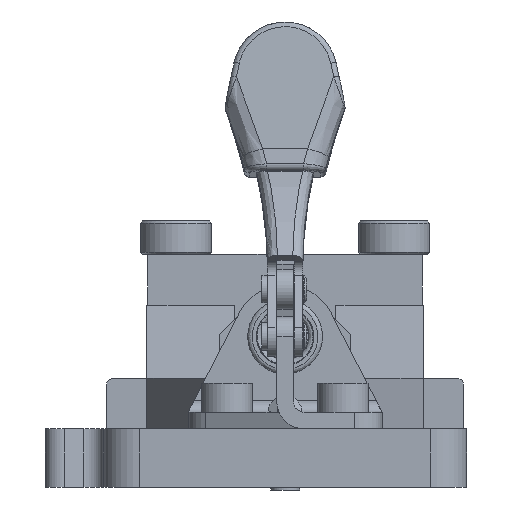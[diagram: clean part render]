
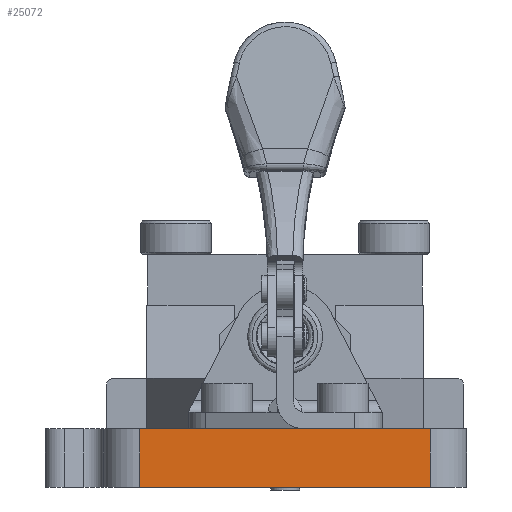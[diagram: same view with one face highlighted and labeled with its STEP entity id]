
A CAD part, left-side view. The second image highlights one B-rep face of the part: STEP entity #25072.
In plain terms, the highlighted planar face has unit normal (-1, 0, 0).
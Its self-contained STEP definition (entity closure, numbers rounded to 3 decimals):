
#3488 = CARTESIAN_POINT ( 'NONE',  ( -149.582, -22.606, 1.818 ) ) ;
#7535 = PLANE ( 'NONE',  #108879 ) ;
#13040 = CARTESIAN_POINT ( 'NONE',  ( -149.582, 17.394, 9.818 ) ) ;
#19846 = FACE_OUTER_BOUND ( 'NONE', #51064, .T. ) ;
#25072 = ADVANCED_FACE ( 'NONE', ( #19846 ), #7535, .F. ) ;
#29071 = VECTOR ( 'NONE', #125464, 1000. ) ;
#30421 = DIRECTION ( 'NONE',  ( 0., -1., 0. ) ) ;
#35196 = VERTEX_POINT ( 'NONE', #120482 ) ;
#44974 = CARTESIAN_POINT ( 'NONE',  ( -149.582, -22.606, 9.818 ) ) ;
#45271 = DIRECTION ( 'NONE',  ( 0., 0., -1. ) ) ;
#47650 = DIRECTION ( 'NONE',  ( 0., 0., 1. ) ) ;
#50190 = VERTEX_POINT ( 'NONE', #112388 ) ;
#51064 = EDGE_LOOP ( 'NONE', ( #100856, #75893, #93477, #90602 ) ) ;
#51595 = VECTOR ( 'NONE', #135922, 1000. ) ;
#52383 = EDGE_CURVE ( 'NONE', #75209, #58154, #110026, .T. ) ;
#58154 = VERTEX_POINT ( 'NONE', #44974 ) ;
#62365 = VECTOR ( 'NONE', #47650, 1000. ) ;
#70455 = EDGE_CURVE ( 'NONE', #35196, #75209, #162120, .T. ) ;
#70624 = LINE ( 'NONE', #96806, #151254 ) ;
#73031 = LINE ( 'NONE', #13040, #29071 ) ;
#75209 = VERTEX_POINT ( 'NONE', #3488 ) ;
#75893 = ORIENTED_EDGE ( 'NONE', *, *, #121291, .T. ) ;
#88225 = EDGE_CURVE ( 'NONE', #50190, #58154, #70624, .T. ) ;
#90602 = ORIENTED_EDGE ( 'NONE', *, *, #52383, .T. ) ;
#93477 = ORIENTED_EDGE ( 'NONE', *, *, #70455, .T. ) ;
#96806 = CARTESIAN_POINT ( 'NONE',  ( -149.582, -27.606, 9.818 ) ) ;
#100856 = ORIENTED_EDGE ( 'NONE', *, *, #88225, .F. ) ;
#107612 = CARTESIAN_POINT ( 'NONE',  ( -149.582, -27.606, 9.818 ) ) ;
#108879 = AXIS2_PLACEMENT_3D ( 'NONE', #107612, #157724, #45271 ) ;
#110026 = LINE ( 'NONE', #160096, #62365 ) ;
#110424 = CARTESIAN_POINT ( 'NONE',  ( -149.582, -27.606, 1.818 ) ) ;
#112388 = CARTESIAN_POINT ( 'NONE',  ( -149.582, 17.394, 9.818 ) ) ;
#120482 = CARTESIAN_POINT ( 'NONE',  ( -149.582, 17.394, 1.818 ) ) ;
#121291 = EDGE_CURVE ( 'NONE', #50190, #35196, #73031, .T. ) ;
#125464 = DIRECTION ( 'NONE',  ( 0., 0., -1. ) ) ;
#135922 = DIRECTION ( 'NONE',  ( 0., -1., 0. ) ) ;
#151254 = VECTOR ( 'NONE', #30421, 1000. ) ;
#157724 = DIRECTION ( 'NONE',  ( 1., 0., 0. ) ) ;
#160096 = CARTESIAN_POINT ( 'NONE',  ( -149.582, -22.606, 9.818 ) ) ;
#162120 = LINE ( 'NONE', #110424, #51595 ) ;
